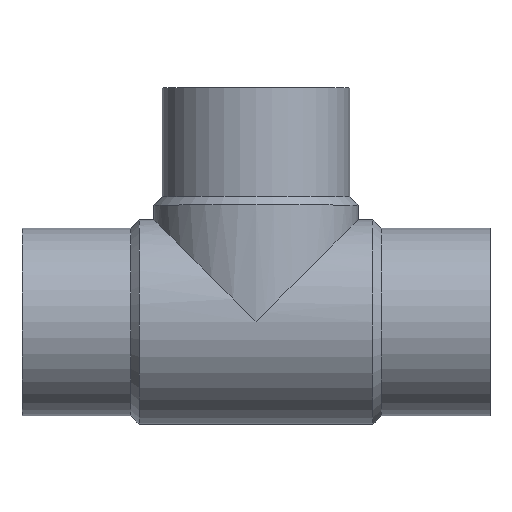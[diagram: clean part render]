
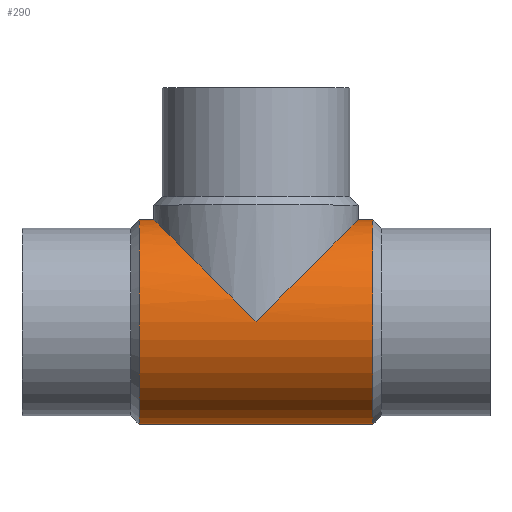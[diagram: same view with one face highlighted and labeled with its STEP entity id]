
A CAD part, top view. The second image highlights one B-rep face of the part: STEP entity #290.
In plain terms, the highlighted cylindrical face has radius 109.1 mm (diameter 218.2 mm), a partial arc.
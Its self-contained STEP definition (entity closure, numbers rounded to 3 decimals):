
#140 = EDGE_CURVE( '', #262, #184, #380, .T. );
#184 = VERTEX_POINT( '', #429 );
#228 = EDGE_CURVE( '', #314, #254, #479, .T. );
#234 = EDGE_CURVE( '', #314, #350, #485, .T. );
#244 = EDGE_CURVE( '', #316, #350, #496, .T. );
#254 = VERTEX_POINT( '', #508 );
#262 = VERTEX_POINT( '', #518 );
#270 = EDGE_CURVE( '', #254, #262, #526, .T. );
#288 = VERTEX_POINT( '', #546 );
#290 = ADVANCED_FACE( '', ( #548 ), #549, .T. );
#312 = EDGE_CURVE( '', #288, #316, #571, .T. );
#314 = VERTEX_POINT( '', #573 );
#316 = VERTEX_POINT( '', #575 );
#320 = EDGE_CURVE( '', #184, #288, #579, .T. );
#350 = VERTEX_POINT( '', #616 );
#380 = LINE( '', #641, #642 );
#429 = CARTESIAN_POINT( '', ( -140.9, 109.1, 0. ) );
#479 = LINE( '', #772, #773 );
#485 = CIRCLE( '', #780, 109.1 );
#496 = LINE( '', #796, #797 );
#508 = CARTESIAN_POINT( '', ( -125.1, -109.1, 0. ) );
#518 = CARTESIAN_POINT( '', ( -125.1, 109.1, 0. ) );
#526 = CIRCLE( '', #832, 109.1 );
#546 = CARTESIAN_POINT( '', ( -250., 0., 109.1 ) );
#548 = FACE_OUTER_BOUND( '', #858, .T. );
#549 = CYLINDRICAL_SURFACE( '', #859, 109.1 );
#571 = ELLIPSE( '', #896, 154.291, 109.1 );
#573 = CARTESIAN_POINT( '', ( -374.9, -109.1, 0. ) );
#575 = CARTESIAN_POINT( '', ( -359.1, 109.1, 0. ) );
#579 = ELLIPSE( '', #906, 154.291, 109.1 );
#616 = CARTESIAN_POINT( '', ( -374.9, 109.1, 0. ) );
#641 = CARTESIAN_POINT( '', ( -250., 109.1, 0. ) );
#642 = VECTOR( '', #965, 1. );
#772 = CARTESIAN_POINT( '', ( -250., -109.1, 0. ) );
#773 = VECTOR( '', #1092, 1. );
#780 = AXIS2_PLACEMENT_3D( '', #1093, #1094, #1095 );
#796 = CARTESIAN_POINT( '', ( -250., 109.1, 0. ) );
#797 = VECTOR( '', #1112, 1. );
#832 = AXIS2_PLACEMENT_3D( '', #1159, #1160, #1161 );
#858 = EDGE_LOOP( '', ( #1186, #1187, #1188, #1189, #1190, #1191, #1192 ) );
#859 = AXIS2_PLACEMENT_3D( '', #1193, #1194, #1195 );
#896 = AXIS2_PLACEMENT_3D( '', #1213, #1214, #1215 );
#906 = AXIS2_PLACEMENT_3D( '', #1219, #1220, #1221 );
#965 = DIRECTION( '', ( -1., 0., 0. ) );
#1092 = DIRECTION( '', ( 1., 0., 0. ) );
#1093 = CARTESIAN_POINT( '', ( -374.9, 0., 0. ) );
#1094 = DIRECTION( '', ( -1., 0., 0. ) );
#1095 = DIRECTION( '', ( 0., 1., 0. ) );
#1112 = DIRECTION( '', ( -1., 0., 0. ) );
#1159 = CARTESIAN_POINT( '', ( -125.1, 0., 0. ) );
#1160 = DIRECTION( '', ( -1., 0., 0. ) );
#1161 = DIRECTION( '', ( 0., 1., 0. ) );
#1186 = ORIENTED_EDGE( '', *, *, #140, .T. );
#1187 = ORIENTED_EDGE( '', *, *, #320, .T. );
#1188 = ORIENTED_EDGE( '', *, *, #312, .T. );
#1189 = ORIENTED_EDGE( '', *, *, #244, .T. );
#1190 = ORIENTED_EDGE( '', *, *, #234, .F. );
#1191 = ORIENTED_EDGE( '', *, *, #228, .T. );
#1192 = ORIENTED_EDGE( '', *, *, #270, .T. );
#1193 = CARTESIAN_POINT( '', ( -250., 0., 0. ) );
#1194 = DIRECTION( '', ( 1., 0., 0. ) );
#1195 = DIRECTION( '', ( 0., 1., 0. ) );
#1213 = CARTESIAN_POINT( '', ( -250., 0., 0. ) );
#1214 = DIRECTION( '', ( -0.707, -0.707, 0. ) );
#1215 = DIRECTION( '', ( 0.707, -0.707, 0. ) );
#1219 = CARTESIAN_POINT( '', ( -250., 0., 0. ) );
#1220 = DIRECTION( '', ( 0.707, -0.707, 0. ) );
#1221 = DIRECTION( '', ( 0.707, 0.707, 0. ) );
